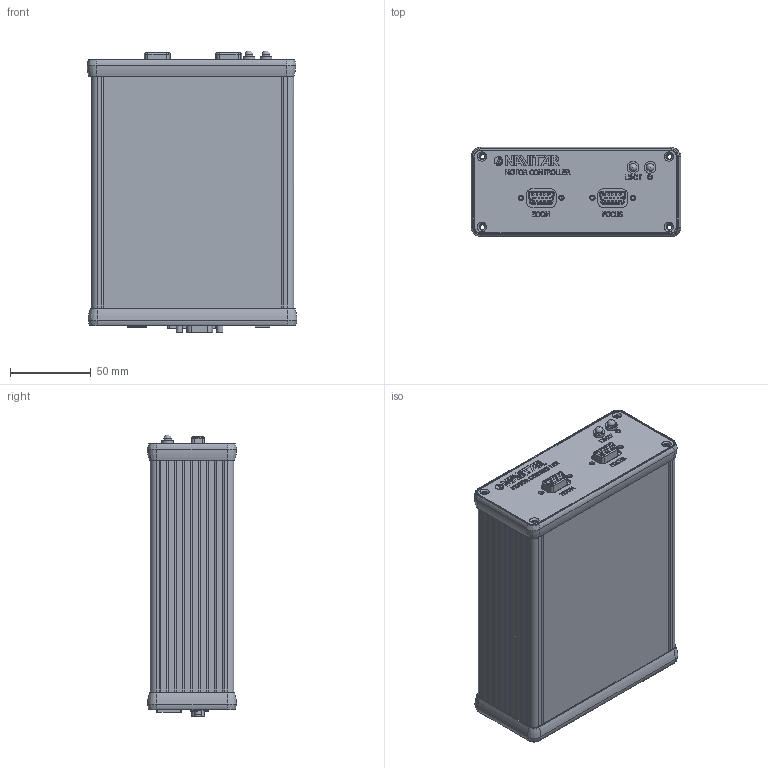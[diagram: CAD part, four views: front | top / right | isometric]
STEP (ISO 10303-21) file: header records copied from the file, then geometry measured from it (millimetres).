
FILE_DESCRIPTION(/* description */ (''),/* implementation_level */ '2;1');
FILE_NAME(/* name */ '40169_0.stp',/* time_stamp */ '2018-06-25T16:12:40-04:00',/* author */ ('BONAFEDE'),/* organization */ ('NAVITAR'),/* preprocessor_version */ 'ST-DEVELOPER v17',/* originating_system */ 'Autodesk Inventor 2018',/* authorisation */ '');
FILE_SCHEMA (('AUTOMOTIVE_DESIGN { 1 0 10303 214 3 1 1 }'));
Products named in the file (1): Part26
Bounding box: 129.75 x 55.13 x 174.25 mm (x, y, z)
Volume: 213284.3 mm3; surface area: 225170.5 mm2
Topology: 2 solids, 2 shells, 4184 faces, 11626 edges, 7694 vertices
Faces by surface type: plane 3064, cylinder 652, bspline 404, torus 36, cone 26, sphere 2
Full cylindrical faces by diameter (mm): 0.635 x18, 1 x30, 1.143 x9, 1.587 x2, 2 x3, 2.083 x9, 2.261 x4, 2.845 x4, 3.099 x4, 3.2 x6, 3.302 x4, 3.5 x16, 3.708 x2, 3.81 x2, 4.5 x2, 4.775 x2, 4.851 x2, 5.677 x2, 6.096 x2, 6.5 x1, 6.528 x2, 7.29 x2
Entity records: 142437 total; most frequent: CARTESIAN_POINT 31467, ORIENTED_EDGE 23248, DIRECTION 20158, EDGE_CURVE 11624, LINE 9060, VECTOR 9060, VERTEX_POINT 7694, AXIS2_PLACEMENT_3D 5549
